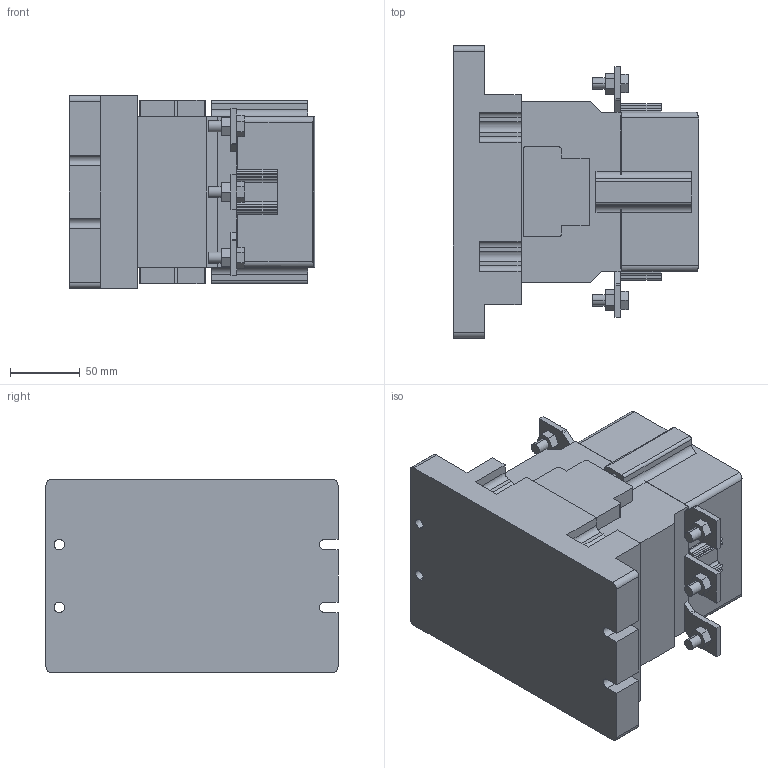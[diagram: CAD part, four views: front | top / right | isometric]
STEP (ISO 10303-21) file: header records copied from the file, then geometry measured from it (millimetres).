
FILE_DESCRIPTION (( 'STEP AP214' ), '1' );
FILE_NAME ('3NC4Q0Q22.step', '2019-03-13T17:40:43', ( '' ), ( '' ), 'SwSTEP 2.0', 'SolidWorks 2018', '' );
FILE_SCHEMA (( 'AUTOMOTIVE_DESIGN' ));
Length unit declared in the file: inch
Products named in the file (1): 3NC4Q0Q22
Bounding box: 176 x 209 x 138 mm (x, y, z)
Volume: 2943569.5 mm3; surface area: 210984.3 mm2
Topology: 20 solids, 20 shells, 376 faces, 974 edges, 648 vertices
Faces by surface type: plane 258, cylinder 118
Entity records: 16667 total; most frequent: CARTESIAN_POINT 2031, ORIENTED_EDGE 1948, DIRECTION 1948, EDGE_CURVE 974, VECTOR 738, LINE 738, VERTEX_POINT 648, AXIS2_PLACEMENT_3D 605
